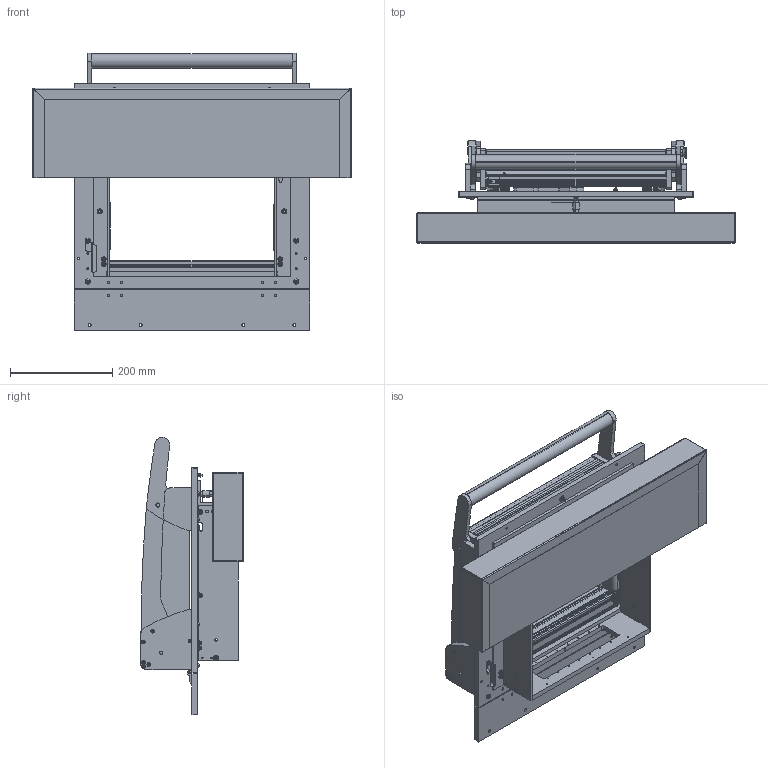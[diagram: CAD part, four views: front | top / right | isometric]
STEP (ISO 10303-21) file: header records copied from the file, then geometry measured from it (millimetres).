
FILE_DESCRIPTION (( 'STEP AP214' ), '1' );
FILE_NAME ('INGUN_37970.STEP', '2023-01-25T13:34:36', ( '' ), ( '' ), 'SwSTEP 2.0', 'SolidWorks 2021', '' );
FILE_SCHEMA (( 'AUTOMOTIVE_DESIGN' ));
Length unit declared in the file: millimetre
Products named in the file (73): 35714~3_S; K_02037~0; 114566~0_S; 39894~2_KUNDE<S>; 31109~0; 112086~2_S; 35651~1_S; 35663~9_S; 31788~1; ISO7380~n_M05,0x020; 30955~0_S; 35151~0_S; 2281~0_180ø<Standard>; 32661~0_S; 53836~2_KUNDE<S>; DIN7991~n_M05,0x016; 35648~17; 109770~1_S; 35649~1_S; 55712~0_KUNDE<S>; DIN912~n_M04,0x016; 109950~0_KUNDE<S>; 39893~3_KUNDE<S>; 35662~11_S; 55713~1_KUNDE<S>; DIN6325~n_03,0m6x010; 112064~0_S; 109949~0_KUNDE<S>; DIN6325~n_02,0m6x020; 30915~0; K_02038~0; 32587~5_S; 53031~0_S; K_02037~0_Standard ohne Dyn Punkt<Standard>; 34328~1_S; 49317~0; DIN6325~n_04,0m6x014; DIN125~n_04,3 M04,0; DIN7991~n_M05,0x020; 2528~0 ...
Assembly tree (151 placements, depth 6):
  INGUN_37970
    35650~11_KUNDE<S>
      109770~1_S
        35648~17
        35661~4_S
        35662~11_S
        35663~9_S
        2281~0_180ø<Standard>  x2
          2281~0
        112064~0_S  x2
        53031~0_S
        35649~1_S
        35651~1_S
        31253~0_S
        30955~0_S
        30915~0
        ASR~asr_拱04,2x07x拌8  x2
        2528~0  x2
        31109~0
        35664~1_S
        114566~0_S  x2
          112087~1_S
            111995~1_S
            112086~2_S
            DIN125~n_05,3 M05,0 Fase
          49317~0
          DIN912~n_M04,0x016
          DIN125~n_04,3 M04,0
          DIN125~n_06,4 M06,0 Fase
        DIN6325~n_04,0m6x016  x2
        DIN7991~n_M05,0x020  x6
        DIN7991~n_M05,0x016  x12
        DIN125~n_05,3 M05,0 Fase  x4
        DIN985-A2~n_M05,0  x4
        DIN6325~n_04,0m6x024
        DIN7991~n_M03,0x016 VA  x2
        DIN912~n_M04,0x012
        DIN6325~n_02,0m6x020
        DIN6325~n_03,0m6x010  x4
        ISO7380~n_M05,0x008  x2
      109934~0_KUNDE<S>
        53836~2_KUNDE<S>
        53837~3_KUNDE<S>
        34328~1_S  x2
        53839~0_S
        53838~0_S
        32587~5_S
        35097~0
        35716~2
        35151~0_S
        32578~1_S  x2
        ISO7380~n_M03,0x005  x2
        57801~2_S  x2
        49317~0  x2
        DIN125~n_06,4 M06,0 Fase  x2
      109949~0_KUNDE<S>
        55713~1_KUNDE<S>
      109950~0_KUNDE<S>
        55713~1_KUNDE<S>
      39892~7_KUNDE<S>
Bounding box: 622 x 200 x 541.94 mm (x, y, z)
Volume: 4097327.1 mm3; surface area: 1867236 mm2
Topology: 153 solids, 153 shells, 3819 faces, 9609 edges, 6093 vertices
Faces by surface type: cylinder 1598, plane 1450, cone 541, bspline 101, torus 65, sphere 64
Entity records: 78394 total; most frequent: CARTESIAN_POINT 13816, DIRECTION 13087, ORIENTED_EDGE 11712, EDGE_CURVE 5856, AXIS2_PLACEMENT_3D 4937, VERTEX_POINT 3761, VECTOR 3213, LINE 3213
